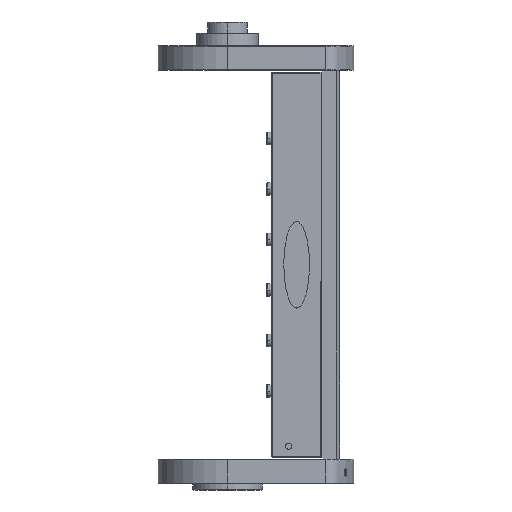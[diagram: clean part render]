
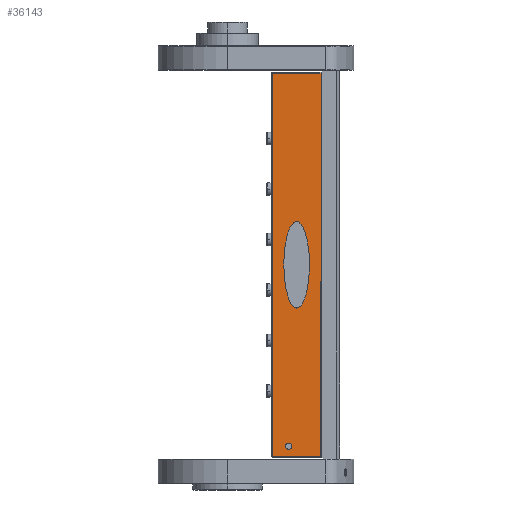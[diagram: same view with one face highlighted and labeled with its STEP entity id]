
A CAD part, left-side view. The second image highlights one B-rep face of the part: STEP entity #36143.
In plain terms, the highlighted face is planar.
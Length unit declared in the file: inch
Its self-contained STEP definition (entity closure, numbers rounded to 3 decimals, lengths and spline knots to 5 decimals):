
#169 = CARTESIAN_POINT ( 'NONE',  ( 1.71, -0.985, -2.25 ) ) ;
#453 = EDGE_CURVE ( 'NONE', #19952, #23938, #17387, .T. ) ;
#714 = LINE ( 'NONE', #25439, #12969 ) ;
#922 = EDGE_CURVE ( 'NONE', #36161, #12356, #24217, .T. ) ;
#1353 = FACE_BOUND ( 'NONE', #3295, .T. ) ;
#1651 = CARTESIAN_POINT ( 'NONE',  ( 7.1875, -0.67, -2.25 ) ) ;
#1893 = DIRECTION ( 'NONE',  ( -1., 0., 0. ) ) ;
#2756 = DIRECTION ( 'NONE',  ( -1., 0., 0. ) ) ;
#3281 = EDGE_CURVE ( 'NONE', #9188, #30277, #29249, .T. ) ;
#3295 = EDGE_LOOP ( 'NONE', ( #14624, #26559 ) ) ;
#4608 = EDGE_CURVE ( 'NONE', #12356, #30875, #36355, .T. ) ;
#4745 = CARTESIAN_POINT ( 'NONE',  ( 7.3125, -0.67, -2.25 ) ) ;
#5519 = DIRECTION ( 'NONE',  ( -1., 0., 0. ) ) ;
#5580 = CARTESIAN_POINT ( 'NONE',  ( 7.595, -1.95, -2.25 ) ) ;
#5898 = CARTESIAN_POINT ( 'NONE',  ( -7.595, -1.95, -2.25 ) ) ;
#7986 = CARTESIAN_POINT ( 'NONE',  ( 1.71, -0.985, -2.25 ) ) ;
#8108 = VECTOR ( 'NONE', #16286, 39.37008 ) ;
#8328 = AXIS2_PLACEMENT_3D ( 'NONE', #33880, #22691, #5519 ) ;
#8389 = EDGE_LOOP ( 'NONE', ( #16976, #29838, #16625, #16339 ) ) ;
#9188 = VERTEX_POINT ( 'NONE', #4745 ) ;
#11743 = EDGE_CURVE ( 'NONE', #30875, #16670, #33348, .T. ) ;
#12191 = VECTOR ( 'NONE', #34861, 39.37008 ) ;
#12356 = VERTEX_POINT ( 'NONE', #27125 ) ;
#12653 = AXIS2_PLACEMENT_3D ( 'NONE', #17827, #23328, #25730 ) ;
#12969 = VECTOR ( 'NONE', #2756, 39.37008 ) ;
#13424 = CARTESIAN_POINT ( 'NONE',  ( 7.595, -1.97, -2.25 ) ) ;
#13501 = CARTESIAN_POINT ( 'NONE',  ( 1.71, -2.005, -2.25 ) ) ;
#13957 = CARTESIAN_POINT ( 'NONE',  ( -1.71, -0.985, -2.25 ) ) ;
#14154 = FACE_OUTER_BOUND ( 'NONE', #8389, .T. ) ;
#14204 = ORIENTED_EDGE ( 'NONE', *, *, #24899, .F. ) ;
#14624 = ORIENTED_EDGE ( 'NONE', *, *, #22425, .F. ) ;
#15732 = AXIS2_PLACEMENT_3D ( 'NONE', #1651, #36025, #1893 ) ;
#16286 = DIRECTION ( 'NONE',  ( 0., -1., 0. ) ) ;
#16339 = ORIENTED_EDGE ( 'NONE', *, *, #4608, .T. ) ;
#16625 = ORIENTED_EDGE ( 'NONE', *, *, #922, .T. ) ;
#16670 = VERTEX_POINT ( 'NONE', #5580 ) ;
#16976 = ORIENTED_EDGE ( 'NONE', *, *, #11743, .T. ) ;
#17387 =( BOUNDED_CURVE ( )  B_SPLINE_CURVE ( 3, ( #7986, #13501, #36676, #21800 ),
 .UNSPECIFIED., .F., .F. ) 
 B_SPLINE_CURVE_WITH_KNOTS ( ( 4, 4 ),
 ( 3.14159, 6.28319 ),
 .UNSPECIFIED. ) 
 CURVE ( )  GEOMETRIC_REPRESENTATION_ITEM ( )  RATIONAL_B_SPLINE_CURVE ( ( 1., 0.333, 0.333, 1. ) ) 
 REPRESENTATION_ITEM ( '' )  );
#17496 =( BOUNDED_CURVE ( )  B_SPLINE_CURVE ( 3, ( #21117, #18262, #34986, #169 ),
 .UNSPECIFIED., .F., .F. ) 
 B_SPLINE_CURVE_WITH_KNOTS ( ( 4, 4 ),
 ( 0., 3.14159 ),
 .UNSPECIFIED. ) 
 CURVE ( )  GEOMETRIC_REPRESENTATION_ITEM ( )  RATIONAL_B_SPLINE_CURVE ( ( 1., 0.333, 0.333, 1. ) ) 
 REPRESENTATION_ITEM ( '' )  );
#17781 = CIRCLE ( 'NONE', #8328, 0.125 ) ;
#17827 = CARTESIAN_POINT ( 'NONE',  ( -7.625, -1.97, -2.25 ) ) ;
#17955 = EDGE_LOOP ( 'NONE', ( #14204, #29118 ) ) ;
#18262 = CARTESIAN_POINT ( 'NONE',  ( -1.71, 0.035, -2.25 ) ) ;
#18601 = DIRECTION ( 'NONE',  ( 0., 1., 0. ) ) ;
#19952 = VERTEX_POINT ( 'NONE', #30018 ) ;
#21117 = CARTESIAN_POINT ( 'NONE',  ( -1.71, -0.985, -2.25 ) ) ;
#21800 = CARTESIAN_POINT ( 'NONE',  ( -1.71, -0.985, -2.25 ) ) ;
#22425 = EDGE_CURVE ( 'NONE', #30277, #9188, #17781, .T. ) ;
#22691 = DIRECTION ( 'NONE',  ( 0., 0., -1. ) ) ;
#23090 = PLANE ( 'NONE',  #12653 ) ;
#23328 = DIRECTION ( 'NONE',  ( 0., 0., -1. ) ) ;
#23938 = VERTEX_POINT ( 'NONE', #13957 ) ;
#24217 = LINE ( 'NONE', #30059, #36595 ) ;
#24899 = EDGE_CURVE ( 'NONE', #23938, #19952, #17496, .T. ) ;
#25439 = CARTESIAN_POINT ( 'NONE',  ( -7.625, -1.95, -2.25 ) ) ;
#25730 = DIRECTION ( 'NONE',  ( -1., 0., 0. ) ) ;
#25818 = EDGE_CURVE ( 'NONE', #16670, #36161, #714, .T. ) ;
#25926 = FACE_BOUND ( 'NONE', #17955, .T. ) ;
#26222 = CARTESIAN_POINT ( 'NONE',  ( 7.0625, -0.67, -2.25 ) ) ;
#26284 = CARTESIAN_POINT ( 'NONE',  ( 7.595, -0.02, -2.25 ) ) ;
#26559 = ORIENTED_EDGE ( 'NONE', *, *, #3281, .F. ) ;
#27125 = CARTESIAN_POINT ( 'NONE',  ( -7.595, -0.02, -2.25 ) ) ;
#28005 = CARTESIAN_POINT ( 'NONE',  ( 7.595, -0.02, -2.25 ) ) ;
#29118 = ORIENTED_EDGE ( 'NONE', *, *, #453, .F. ) ;
#29249 = CIRCLE ( 'NONE', #15732, 0.125 ) ;
#29838 = ORIENTED_EDGE ( 'NONE', *, *, #25818, .T. ) ;
#30018 = CARTESIAN_POINT ( 'NONE',  ( 1.71, -0.985, -2.25 ) ) ;
#30059 = CARTESIAN_POINT ( 'NONE',  ( -7.595, -1.97, -2.25 ) ) ;
#30277 = VERTEX_POINT ( 'NONE', #26222 ) ;
#30875 = VERTEX_POINT ( 'NONE', #28005 ) ;
#33348 = LINE ( 'NONE', #13424, #8108 ) ;
#33880 = CARTESIAN_POINT ( 'NONE',  ( 7.1875, -0.67, -2.25 ) ) ;
#34861 = DIRECTION ( 'NONE',  ( 1., 0., 0. ) ) ;
#34986 = CARTESIAN_POINT ( 'NONE',  ( 1.71, 0.035, -2.25 ) ) ;
#36025 = DIRECTION ( 'NONE',  ( 0., 0., -1. ) ) ;
#36143 = ADVANCED_FACE ( 'NONE', ( #25926, #1353, #14154 ), #23090, .T. ) ;
#36161 = VERTEX_POINT ( 'NONE', #5898 ) ;
#36355 = LINE ( 'NONE', #26284, #12191 ) ;
#36595 = VECTOR ( 'NONE', #18601, 39.37008 ) ;
#36676 = CARTESIAN_POINT ( 'NONE',  ( -1.71, -2.005, -2.25 ) ) ;
